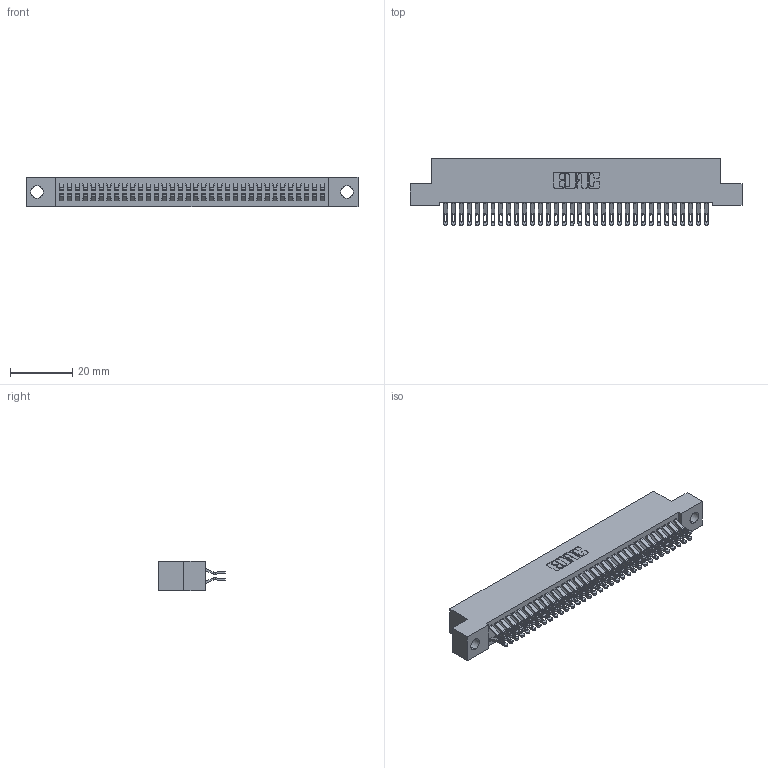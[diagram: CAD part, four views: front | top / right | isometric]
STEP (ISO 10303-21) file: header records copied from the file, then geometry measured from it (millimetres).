
FILE_DESCRIPTION (( 'STEP AP203' ), '1' );
FILE_NAME ('342-068-555-204.STEP', '2018-08-13T08:53:51', ( '' ), ( '' ), 'SwSTEP 2.0', 'SolidWorks 2016', '' );
FILE_SCHEMA (( 'CONFIG_CONTROL_DESIGN' ));
Length unit declared in the file: inch
Products named in the file (3): 342-068-555-204; 342 Part_.156 TH; 345-292-001_555 Tail
Assembly tree (69 placements, depth 2):
  342-068-555-204
    342 Part_.156 TH
    345-292-001_555 Tail  x68
Bounding box: 106.68 x 21.47 x 9.4 mm (x, y, z)
Volume: 9649.3 mm3; surface area: 15991.6 mm2
Topology: 69 solids, 69 shells, 4054 faces, 12743 edges, 8494 vertices
Faces by surface type: plane 2378, cylinder 1676
Entity records: 23105 total; most frequent: CARTESIAN_POINT 3872, ORIENTED_EDGE 3778, DIRECTION 3293, EDGE_CURVE 1889, VECTOR 1741, LINE 1741, VERTEX_POINT 1258, AXIS2_PLACEMENT_3D 776
